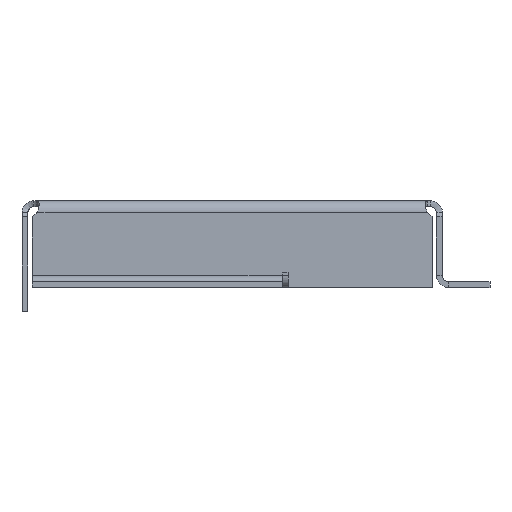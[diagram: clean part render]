
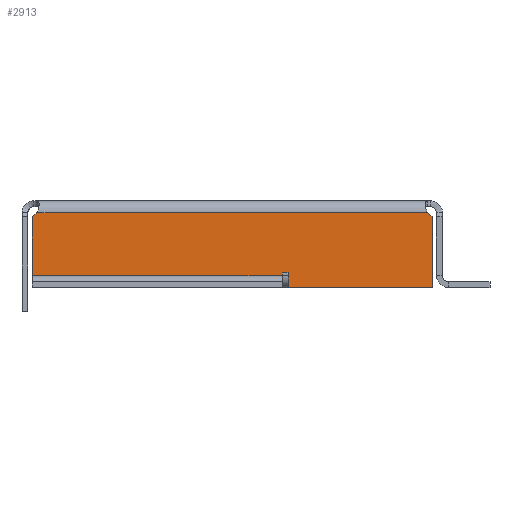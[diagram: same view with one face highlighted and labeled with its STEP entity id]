
A CAD part, front view. The second image highlights one B-rep face of the part: STEP entity #2913.
In plain terms, the highlighted planar face has unit normal (0, -1, 0).
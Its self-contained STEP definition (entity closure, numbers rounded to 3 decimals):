
#81=PLANE('',#3119);
#192=FACE_OUTER_BOUND('',#354,.T.);
#354=EDGE_LOOP('',(#2198,#2199,#2200,#2201,#2202,#2203,#2204,#2205,#2206,
#2207));
#530=LINE('',#4271,#868);
#554=LINE('',#4332,#892);
#555=LINE('',#4336,#893);
#559=LINE('',#4343,#897);
#565=LINE('',#4359,#903);
#567=LINE('',#4363,#905);
#568=LINE('',#4365,#906);
#569=LINE('',#4369,#907);
#868=VECTOR('',#3457,10.);
#892=VECTOR('',#3525,10.);
#893=VECTOR('',#3528,10.);
#897=VECTOR('',#3534,10.);
#903=VECTOR('',#3548,10.);
#905=VECTOR('',#3552,10.);
#906=VECTOR('',#3553,10.);
#907=VECTOR('',#3556,10.);
#1172=CIRCLE('',#3120,2.);
#1173=CIRCLE('',#3121,2.);
#1288=VERTEX_POINT('',#4257);
#1289=VERTEX_POINT('',#4261);
#1305=VERTEX_POINT('',#4330);
#1306=VERTEX_POINT('',#4334);
#1307=VERTEX_POINT('',#4335);
#1315=VERTEX_POINT('',#4358);
#1316=VERTEX_POINT('',#4362);
#1317=VERTEX_POINT('',#4364);
#1318=VERTEX_POINT('',#4366);
#1319=VERTEX_POINT('',#4368);
#1595=EDGE_CURVE('',#1288,#1289,#530,.T.);
#1624=EDGE_CURVE('',#1289,#1305,#554,.T.);
#1625=EDGE_CURVE('',#1306,#1307,#555,.T.);
#1629=EDGE_CURVE('',#1305,#1306,#559,.T.);
#1637=EDGE_CURVE('',#1315,#1288,#565,.T.);
#1639=EDGE_CURVE('',#1307,#1316,#567,.T.);
#1640=EDGE_CURVE('',#1316,#1317,#568,.T.);
#1641=EDGE_CURVE('',#1317,#1318,#1172,.T.);
#1642=EDGE_CURVE('',#1318,#1319,#569,.T.);
#1643=EDGE_CURVE('',#1319,#1315,#1173,.T.);
#2198=ORIENTED_EDGE('',*,*,#1625,.T.);
#2199=ORIENTED_EDGE('',*,*,#1639,.T.);
#2200=ORIENTED_EDGE('',*,*,#1640,.T.);
#2201=ORIENTED_EDGE('',*,*,#1641,.T.);
#2202=ORIENTED_EDGE('',*,*,#1642,.T.);
#2203=ORIENTED_EDGE('',*,*,#1643,.T.);
#2204=ORIENTED_EDGE('',*,*,#1637,.T.);
#2205=ORIENTED_EDGE('',*,*,#1595,.T.);
#2206=ORIENTED_EDGE('',*,*,#1624,.T.);
#2207=ORIENTED_EDGE('',*,*,#1629,.T.);
#2913=ADVANCED_FACE('',(#192),#81,.T.);
#3119=AXIS2_PLACEMENT_3D('',#4361,#3550,#3551);
#3120=AXIS2_PLACEMENT_3D('',#4367,#3554,#3555);
#3121=AXIS2_PLACEMENT_3D('',#4370,#3557,#3558);
#3457=DIRECTION('',(1.,0.,0.));
#3525=DIRECTION('',(0.,0.,1.));
#3528=DIRECTION('',(0.,0.,-1.));
#3534=DIRECTION('',(1.,0.,0.));
#3548=DIRECTION('',(0.,0.,-1.));
#3550=DIRECTION('center_axis',(0.,-1.,0.));
#3551=DIRECTION('ref_axis',(1.,0.,0.));
#3552=DIRECTION('',(1.,0.,0.));
#3553=DIRECTION('',(0.,0.,1.));
#3554=DIRECTION('center_axis',(0.,1.,0.));
#3555=DIRECTION('ref_axis',(-1.,0.,0.));
#3556=DIRECTION('',(-1.,0.,0.));
#3557=DIRECTION('center_axis',(0.,1.,0.));
#3558=DIRECTION('ref_axis',(-1.,0.,0.));
#4257=CARTESIAN_POINT('',(8.007,106.34,7.3));
#4261=CARTESIAN_POINT('',(50.,106.34,7.3));
#4271=CARTESIAN_POINT('',(24.809,106.34,7.3));
#4330=CARTESIAN_POINT('',(50.,106.34,7.8));
#4332=CARTESIAN_POINT('',(50.,106.34,9.));
#4334=CARTESIAN_POINT('',(51.,106.34,7.8));
#4335=CARTESIAN_POINT('',(51.,106.34,5.3));
#4336=CARTESIAN_POINT('',(51.,106.34,10.25));
#4343=CARTESIAN_POINT('',(45.805,106.34,7.8));
#4358=CARTESIAN_POINT('',(8.007,106.34,17.205));
#4359=CARTESIAN_POINT('',(8.007,106.34,17.89));
#4361=CARTESIAN_POINT('Origin',(41.61,106.34,12.701));
#4362=CARTESIAN_POINT('',(75.213,106.34,5.3));
#4363=CARTESIAN_POINT('',(75.213,106.34,5.3));
#4364=CARTESIAN_POINT('',(75.213,106.34,17.205));
#4365=CARTESIAN_POINT('',(75.213,106.34,17.89));
#4366=CARTESIAN_POINT('',(74.401,106.34,17.89));
#4367=CARTESIAN_POINT('Origin',(76.051,106.34,19.021));
#4368=CARTESIAN_POINT('',(8.819,106.34,17.89));
#4369=CARTESIAN_POINT('',(41.61,106.34,17.89));
#4370=CARTESIAN_POINT('Origin',(7.169,106.34,19.021));
